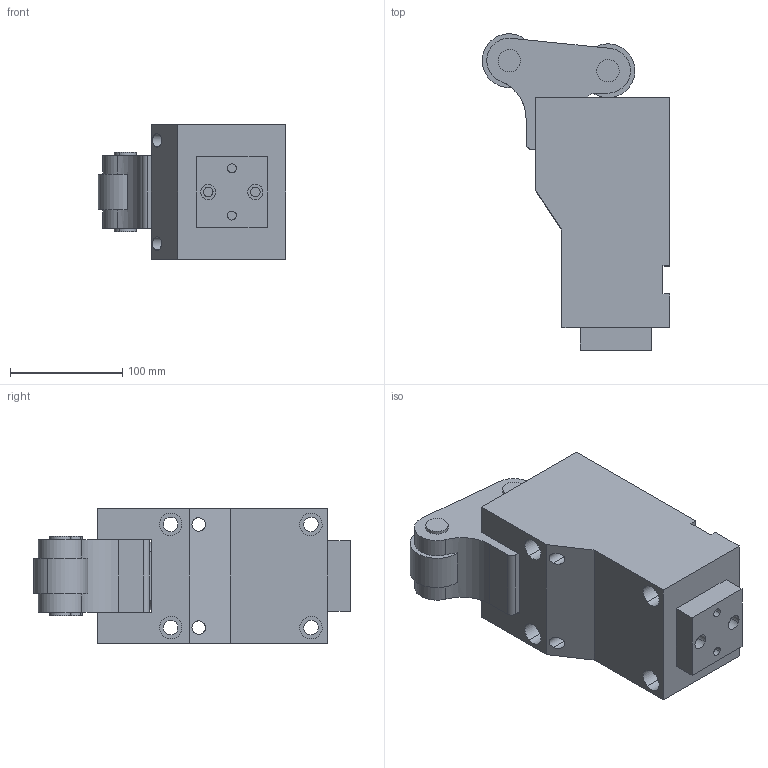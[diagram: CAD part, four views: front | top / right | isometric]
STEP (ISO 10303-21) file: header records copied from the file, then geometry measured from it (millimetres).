
FILE_DESCRIPTION(('CATIA V5 STEP Exchange'),'2;1');
FILE_NAME('CPUS-10000-50.stp','2014-09-22T07:35:58+00:00',('none'),('none'),'CATIA Version 5 Release 20 GA (IN-10)','CATIA V5 STEP AP203','none');
FILE_SCHEMA(('CONFIG_CONTROL_DESIGN'));
Length unit declared in the file: millimetre
Products named in the file (1): CPUS-10000-50
Bounding box: 167 x 281.97 x 120 mm (x, y, z)
Volume: 2818616.7 mm3; surface area: 282157.1 mm2
Topology: 3 solids, 3 shells, 128 faces, 322 edges, 217 vertices
Faces by surface type: cylinder 64, plane 60, torus 2, bspline 2
Entity records: 3954 total; most frequent: CARTESIAN_POINT 986, ORIENTED_EDGE 644, DIRECTION 477, EDGE_CURVE 322, AXIS2_PLACEMENT_3D 222, VERTEX_POINT 217, VECTOR 173, LINE 173
